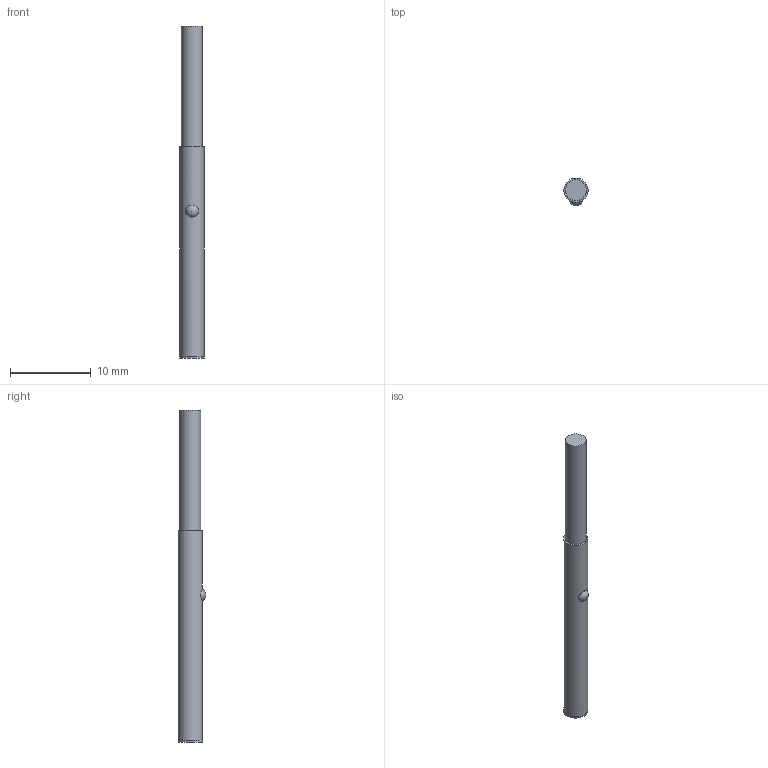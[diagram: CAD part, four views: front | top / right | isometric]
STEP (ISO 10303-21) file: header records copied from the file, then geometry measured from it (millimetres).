
FILE_DESCRIPTION(/* description */ (''),/* implementation_level */ '2;1');
FILE_NAME(/* name */ 'D3_B_KABEL_I1SF-D301N-O3U2.stp',/* time_stamp */ '2021-08-09T10:59:43+02:00',/* author */ ('S. Sandt'),/* organization */ ('di-soric GmbH & Co. KG'),/* preprocessor_version */ 'ST-DEVELOPER v18.1',/* originating_system */ 'Autodesk Inventor 2021',/* authorisation */ '');
FILE_SCHEMA (('AUTOMOTIVE_DESIGN { 1 0 10303 214 3 1 1 }'));
Length unit declared in the file: millimetre
Products named in the file (1): Bauteil9
Bounding box: 3 x 3.4 x 41.16 mm (x, y, z)
Volume: 263.9 mm3; surface area: 406.7 mm2
Topology: 2 solids, 3 shells, 16 faces, 28 edges, 19 vertices
Faces by surface type: plane 8, cylinder 7, sphere 1
Full cylindrical faces by diameter (mm): 1.5 x1, 2.6 x1, 3 x2
Entity records: 488 total; most frequent: CARTESIAN_POINT 145, DIRECTION 64, ORIENTED_EDGE 54, AXIS2_PLACEMENT_3D 30, EDGE_CURVE 27, VERTEX_POINT 19, EDGE_LOOP 18, FACE_OUTER_BOUND 16
